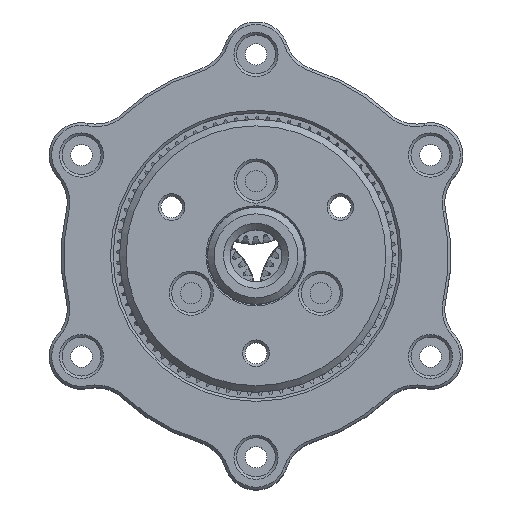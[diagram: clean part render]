
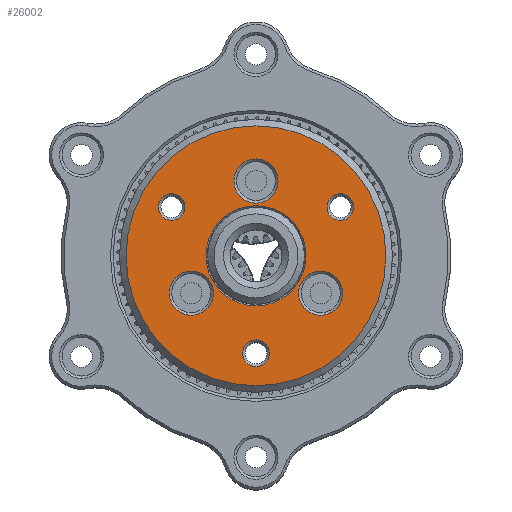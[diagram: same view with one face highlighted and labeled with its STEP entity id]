
A CAD part, top view. The second image highlights one B-rep face of the part: STEP entity #26002.
In plain terms, the highlighted planar face has unit normal (0, 0, 1).
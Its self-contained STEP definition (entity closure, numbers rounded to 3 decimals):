
#4864=FACE_BOUND('',#7948,.T.);
#4865=FACE_BOUND('',#7949,.T.);
#4866=FACE_BOUND('',#7950,.T.);
#4867=FACE_BOUND('',#7951,.T.);
#4868=FACE_BOUND('',#7952,.T.);
#4869=FACE_BOUND('',#7953,.T.);
#4870=FACE_BOUND('',#7954,.T.);
#4918=PLANE('',#26997);
#6381=FACE_OUTER_BOUND('',#7947,.T.);
#7947=EDGE_LOOP('',(#24298));
#7948=EDGE_LOOP('',(#24299));
#7949=EDGE_LOOP('',(#24300));
#7950=EDGE_LOOP('',(#24301));
#7951=EDGE_LOOP('',(#24302));
#7952=EDGE_LOOP('',(#24303));
#7953=EDGE_LOOP('',(#24304));
#7954=EDGE_LOOP('',(#24305));
#9014=CIRCLE('',#26995,7.7);
#9016=CIRCLE('',#26998,20.);
#9017=CIRCLE('',#26999,2.05);
#9018=CIRCLE('',#27000,3.4);
#9019=CIRCLE('',#27001,3.4);
#9020=CIRCLE('',#27002,3.4);
#9021=CIRCLE('',#27003,2.05);
#9022=CIRCLE('',#27004,2.05);
#11768=VERTEX_POINT('',#79243);
#11770=VERTEX_POINT('',#79249);
#11771=VERTEX_POINT('',#79251);
#11772=VERTEX_POINT('',#79253);
#11773=VERTEX_POINT('',#79255);
#11774=VERTEX_POINT('',#79257);
#11775=VERTEX_POINT('',#79259);
#11776=VERTEX_POINT('',#79261);
#15948=EDGE_CURVE('',#11768,#11768,#9014,.T.);
#15951=EDGE_CURVE('',#11770,#11770,#9016,.T.);
#15952=EDGE_CURVE('',#11771,#11771,#9017,.T.);
#15953=EDGE_CURVE('',#11772,#11772,#9018,.T.);
#15954=EDGE_CURVE('',#11773,#11773,#9019,.T.);
#15955=EDGE_CURVE('',#11774,#11774,#9020,.T.);
#15956=EDGE_CURVE('',#11775,#11775,#9021,.T.);
#15957=EDGE_CURVE('',#11776,#11776,#9022,.T.);
#24298=ORIENTED_EDGE('',*,*,#15951,.F.);
#24299=ORIENTED_EDGE('',*,*,#15952,.F.);
#24300=ORIENTED_EDGE('',*,*,#15953,.F.);
#24301=ORIENTED_EDGE('',*,*,#15954,.F.);
#24302=ORIENTED_EDGE('',*,*,#15955,.F.);
#24303=ORIENTED_EDGE('',*,*,#15956,.F.);
#24304=ORIENTED_EDGE('',*,*,#15957,.F.);
#24305=ORIENTED_EDGE('',*,*,#15948,.F.);
#26002=ADVANCED_FACE('',(#6381,#4864,#4865,#4866,#4867,#4868,#4869,#4870),
#4918,.T.);
#26995=AXIS2_PLACEMENT_3D('',#79244,#29034,#29035);
#26997=AXIS2_PLACEMENT_3D('',#79248,#29039,#29040);
#26998=AXIS2_PLACEMENT_3D('',#79250,#29041,#29042);
#26999=AXIS2_PLACEMENT_3D('',#79252,#29043,#29044);
#27000=AXIS2_PLACEMENT_3D('',#79254,#29045,#29046);
#27001=AXIS2_PLACEMENT_3D('',#79256,#29047,#29048);
#27002=AXIS2_PLACEMENT_3D('',#79258,#29049,#29050);
#27003=AXIS2_PLACEMENT_3D('',#79260,#29051,#29052);
#27004=AXIS2_PLACEMENT_3D('',#79262,#29053,#29054);
#29034=DIRECTION('center_axis',(0.,0.,1.));
#29035=DIRECTION('ref_axis',(1.,0.,0.));
#29039=DIRECTION('center_axis',(0.,0.,1.));
#29040=DIRECTION('ref_axis',(1.,0.,0.));
#29041=DIRECTION('center_axis',(0.,0.,-1.));
#29042=DIRECTION('ref_axis',(1.,0.,0.));
#29043=DIRECTION('center_axis',(0.,0.,1.));
#29044=DIRECTION('ref_axis',(1.,0.,0.));
#29045=DIRECTION('center_axis',(0.,0.,1.));
#29046=DIRECTION('ref_axis',(1.,0.,0.));
#29047=DIRECTION('center_axis',(0.,0.,1.));
#29048=DIRECTION('ref_axis',(1.,0.,0.));
#29049=DIRECTION('center_axis',(0.,0.,1.));
#29050=DIRECTION('ref_axis',(1.,0.,0.));
#29051=DIRECTION('center_axis',(0.,0.,1.));
#29052=DIRECTION('ref_axis',(1.,0.,0.));
#29053=DIRECTION('center_axis',(0.,0.,1.));
#29054=DIRECTION('ref_axis',(1.,0.,0.));
#79243=CARTESIAN_POINT('',(-7.7,0.,35.));
#79244=CARTESIAN_POINT('Origin',(0.,0.,35.));
#79248=CARTESIAN_POINT('Origin',(0.,0.,35.));
#79249=CARTESIAN_POINT('',(-20.,0.,35.));
#79250=CARTESIAN_POINT('Origin',(0.,0.,35.));
#79251=CARTESIAN_POINT('',(-15.04,7.5,35.));
#79252=CARTESIAN_POINT('Origin',(-12.99,7.5,35.));
#79253=CARTESIAN_POINT('',(6.56,-5.751,35.));
#79254=CARTESIAN_POINT('Origin',(9.96,-5.751,35.));
#79255=CARTESIAN_POINT('',(-13.36,-5.751,35.));
#79256=CARTESIAN_POINT('Origin',(-9.96,-5.751,35.));
#79257=CARTESIAN_POINT('',(-3.4,11.501,35.));
#79258=CARTESIAN_POINT('Origin',(0.,11.501,35.));
#79259=CARTESIAN_POINT('',(-2.05,-15.,35.));
#79260=CARTESIAN_POINT('Origin',(0.,-15.,35.));
#79261=CARTESIAN_POINT('',(10.94,7.5,35.));
#79262=CARTESIAN_POINT('Origin',(12.99,7.5,35.));
